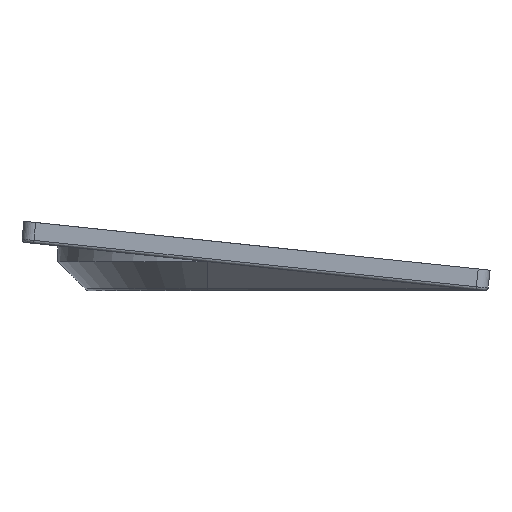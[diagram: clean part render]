
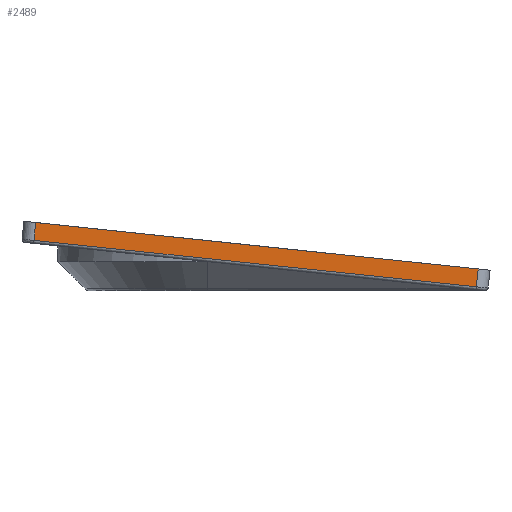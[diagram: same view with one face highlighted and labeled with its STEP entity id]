
A CAD part, left-side view. The second image highlights one B-rep face of the part: STEP entity #2489.
In plain terms, the highlighted planar face has unit normal (-1, 0, 0).
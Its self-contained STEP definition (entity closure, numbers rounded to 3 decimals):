
#258 = CYLINDRICAL_SURFACE('',#259,1.);
#259 = AXIS2_PLACEMENT_3D('',#260,#261,#262);
#260 = CARTESIAN_POINT('',(-8.205,46.504,5.893));
#261 = DIRECTION('',(0.,0.995,0.105));
#262 = DIRECTION('',(0.,0.105,-0.995));
#1183 = VERTEX_POINT('',#1184);
#1184 = CARTESIAN_POINT('',(-9.205,46.504,5.893));
#1199 = CYLINDRICAL_SURFACE('',#1200,4.);
#1200 = AXIS2_PLACEMENT_3D('',#1201,#1202,#1203);
#1201 = CARTESIAN_POINT('',(-5.205,46.608,4.899));
#1202 = DIRECTION('',(0.,-0.105,0.995));
#1203 = DIRECTION('',(-1.,0.,0.));
#1237 = EDGE_CURVE('',#1183,#1238,#1240,.T.);
#1238 = VERTEX_POINT('',#1239);
#1239 = CARTESIAN_POINT('',(-9.205,194.528,21.451));
#1240 = SURFACE_CURVE('',#1241,(#1245,#1252),.PCURVE_S1.);
#1241 = LINE('',#1242,#1243);
#1242 = CARTESIAN_POINT('',(-9.205,46.504,5.893));
#1243 = VECTOR('',#1244,1.);
#1244 = DIRECTION('',(0.,0.995,0.105));
#1245 = PCURVE('',#258,#1246);
#1246 = DEFINITIONAL_REPRESENTATION('',(#1247),#1251);
#1247 = LINE('',#1248,#1249);
#1248 = CARTESIAN_POINT('',(1.571,0.));
#1249 = VECTOR('',#1250,1.);
#1250 = DIRECTION('',(0.,1.));
#1251 = ( GEOMETRIC_REPRESENTATION_CONTEXT(2) 
PARAMETRIC_REPRESENTATION_CONTEXT() REPRESENTATION_CONTEXT('2D SPACE',''
  ) );
#1252 = PCURVE('',#1253,#1258);
#1253 = PLANE('',#1254);
#1254 = AXIS2_PLACEMENT_3D('',#1255,#1256,#1257);
#1255 = CARTESIAN_POINT('',(-9.205,42.63,4.481));
#1256 = DIRECTION('',(-1.,0.,0.));
#1257 = DIRECTION('',(0.,0.995,0.105));
#1258 = DEFINITIONAL_REPRESENTATION('',(#1259),#1263);
#1259 = LINE('',#1260,#1261);
#1260 = CARTESIAN_POINT('',(4.,-1.));
#1261 = VECTOR('',#1262,1.);
#1262 = DIRECTION('',(1.,0.));
#1263 = ( GEOMETRIC_REPRESENTATION_CONTEXT(2) 
PARAMETRIC_REPRESENTATION_CONTEXT() REPRESENTATION_CONTEXT('2D SPACE',''
  ) );
#1304 = CYLINDRICAL_SURFACE('',#1305,4.);
#1305 = AXIS2_PLACEMENT_3D('',#1306,#1307,#1308);
#1306 = CARTESIAN_POINT('',(-5.205,194.633,20.457));
#1307 = DIRECTION('',(0.,-0.105,0.995));
#1308 = DIRECTION('',(0.,0.995,0.105));
#2151 = PLANE('',#2152);
#2152 = AXIS2_PLACEMENT_3D('',#2153,#2154,#2155);
#2153 = CARTESIAN_POINT('',(155.575,119.889,19.639));
#2154 = DIRECTION('',(0.,-0.105,0.995));
#2155 = DIRECTION('',(1.,0.,0.));
#2445 = VERTEX_POINT('',#2446);
#2446 = CARTESIAN_POINT('',(-9.205,45.877,11.86));
#2468 = EDGE_CURVE('',#1183,#2445,#2469,.T.);
#2469 = SURFACE_CURVE('',#2470,(#2474,#2481),.PCURVE_S1.);
#2470 = LINE('',#2471,#2472);
#2471 = CARTESIAN_POINT('',(-9.205,46.608,4.899));
#2472 = VECTOR('',#2473,1.);
#2473 = DIRECTION('',(0.,-0.105,0.995));
#2474 = PCURVE('',#1199,#2475);
#2475 = DEFINITIONAL_REPRESENTATION('',(#2476),#2480);
#2476 = LINE('',#2477,#2478);
#2477 = CARTESIAN_POINT('',(0.,0.));
#2478 = VECTOR('',#2479,1.);
#2479 = DIRECTION('',(0.,1.));
#2480 = ( GEOMETRIC_REPRESENTATION_CONTEXT(2) 
PARAMETRIC_REPRESENTATION_CONTEXT() REPRESENTATION_CONTEXT('2D SPACE',''
  ) );
#2481 = PCURVE('',#1253,#2482);
#2482 = DEFINITIONAL_REPRESENTATION('',(#2483),#2487);
#2483 = LINE('',#2484,#2485);
#2484 = CARTESIAN_POINT('',(4.,0.));
#2485 = VECTOR('',#2486,1.);
#2486 = DIRECTION('',(0.,-1.));
#2487 = ( GEOMETRIC_REPRESENTATION_CONTEXT(2) 
PARAMETRIC_REPRESENTATION_CONTEXT() REPRESENTATION_CONTEXT('2D SPACE',''
  ) );
#2489 = ADVANCED_FACE('',(#2490),#1253,.T.);
#2490 = FACE_BOUND('',#2491,.T.);
#2491 = EDGE_LOOP('',(#2492,#2515,#2516,#2517));
#2492 = ORIENTED_EDGE('',*,*,#2493,.F.);
#2493 = EDGE_CURVE('',#1238,#2494,#2496,.T.);
#2494 = VERTEX_POINT('',#2495);
#2495 = CARTESIAN_POINT('',(-9.205,193.901,27.418));
#2496 = SURFACE_CURVE('',#2497,(#2501,#2508),.PCURVE_S1.);
#2497 = LINE('',#2498,#2499);
#2498 = CARTESIAN_POINT('',(-9.205,194.633,20.457));
#2499 = VECTOR('',#2500,1.);
#2500 = DIRECTION('',(0.,-0.105,0.995));
#2501 = PCURVE('',#1253,#2502);
#2502 = DEFINITIONAL_REPRESENTATION('',(#2503),#2507);
#2503 = LINE('',#2504,#2505);
#2504 = CARTESIAN_POINT('',(152.84,0.));
#2505 = VECTOR('',#2506,1.);
#2506 = DIRECTION('',(0.,-1.));
#2507 = ( GEOMETRIC_REPRESENTATION_CONTEXT(2) 
PARAMETRIC_REPRESENTATION_CONTEXT() REPRESENTATION_CONTEXT('2D SPACE',''
  ) );
#2508 = PCURVE('',#1304,#2509);
#2509 = DEFINITIONAL_REPRESENTATION('',(#2510),#2514);
#2510 = LINE('',#2511,#2512);
#2511 = CARTESIAN_POINT('',(1.571,0.));
#2512 = VECTOR('',#2513,1.);
#2513 = DIRECTION('',(0.,1.));
#2514 = ( GEOMETRIC_REPRESENTATION_CONTEXT(2) 
PARAMETRIC_REPRESENTATION_CONTEXT() REPRESENTATION_CONTEXT('2D SPACE',''
  ) );
#2515 = ORIENTED_EDGE('',*,*,#1237,.F.);
#2516 = ORIENTED_EDGE('',*,*,#2468,.T.);
#2517 = ORIENTED_EDGE('',*,*,#2518,.T.);
#2518 = EDGE_CURVE('',#2445,#2494,#2519,.T.);
#2519 = SURFACE_CURVE('',#2520,(#2524,#2531),.PCURVE_S1.);
#2520 = LINE('',#2521,#2522);
#2521 = CARTESIAN_POINT('',(-9.205,41.898,11.442));
#2522 = VECTOR('',#2523,1.);
#2523 = DIRECTION('',(0.,0.995,0.105));
#2524 = PCURVE('',#1253,#2525);
#2525 = DEFINITIONAL_REPRESENTATION('',(#2526),#2530);
#2526 = LINE('',#2527,#2528);
#2527 = CARTESIAN_POINT('',(0.,-7.));
#2528 = VECTOR('',#2529,1.);
#2529 = DIRECTION('',(1.,0.));
#2530 = ( GEOMETRIC_REPRESENTATION_CONTEXT(2) 
PARAMETRIC_REPRESENTATION_CONTEXT() REPRESENTATION_CONTEXT('2D SPACE',''
  ) );
#2531 = PCURVE('',#2151,#2532);
#2532 = DEFINITIONAL_REPRESENTATION('',(#2533),#2537);
#2533 = LINE('',#2534,#2535);
#2534 = CARTESIAN_POINT('',(-164.78,-78.42));
#2535 = VECTOR('',#2536,1.);
#2536 = DIRECTION('',(0.,1.));
#2537 = ( GEOMETRIC_REPRESENTATION_CONTEXT(2) 
PARAMETRIC_REPRESENTATION_CONTEXT() REPRESENTATION_CONTEXT('2D SPACE',''
  ) );
